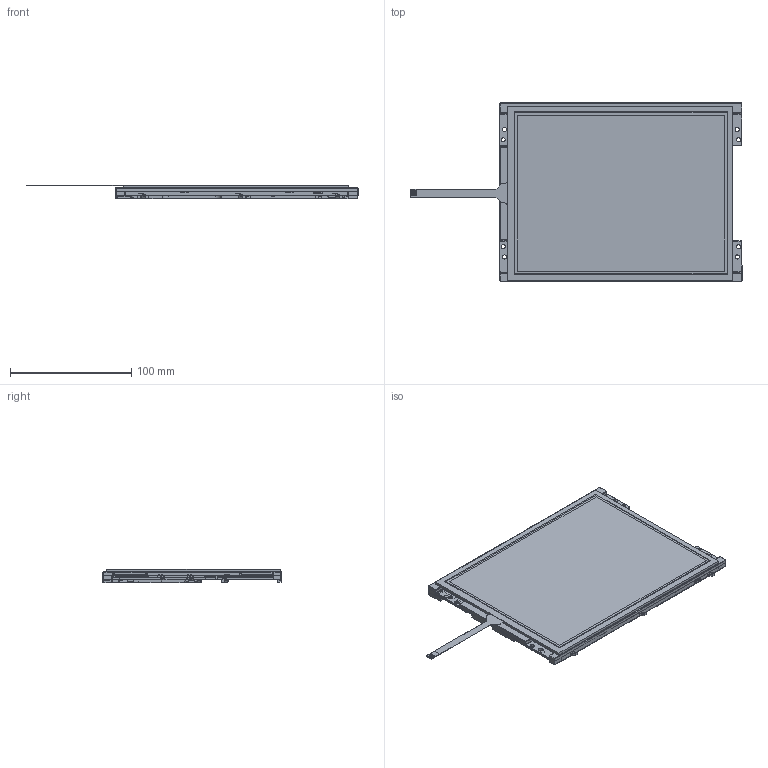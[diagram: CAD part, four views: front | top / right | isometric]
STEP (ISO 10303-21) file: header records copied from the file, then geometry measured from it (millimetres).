
FILE_DESCRIPTION(/* description */ (''),/* implementation_level */ '2;1');
FILE_NAME(/* name */ '',/* time_stamp */ '2023-09-25T15:41:32+09:00',/* author */ (''),/* organization */ (''),/* preprocessor_version */ 'ST-DEVELOPER v18.1',/* originating_system */ 'Autodesk Inventor 2020',/* authorisation */ '');
FILE_SCHEMA (('AUTOMOTIVE_DESIGN { 1 0 10303 214 3 1 1 }'));
Products named in the file (1): HP_TK-SRA084NS-01
Bounding box: 273.4 x 147.4 x 11.26 mm (x, y, z)
Volume: 247601.8 mm3; surface area: 128578.4 mm2
Topology: 1 solids, 29 shells, 1935 faces, 5475 edges, 3532 vertices
Faces by surface type: plane 1178, cylinder 672, sphere 45, torus 21, bspline 11, cone 8
Full cylindrical faces by diameter (mm): 3.4 x8, 3.8 x10, 5 x2
Entity records: 64210 total; most frequent: CARTESIAN_POINT 12859, ORIENTED_EDGE 10878, DIRECTION 10711, EDGE_CURVE 5439, LINE 3945, VECTOR 3945, VERTEX_POINT 3532, AXIS2_PLACEMENT_3D 3383
